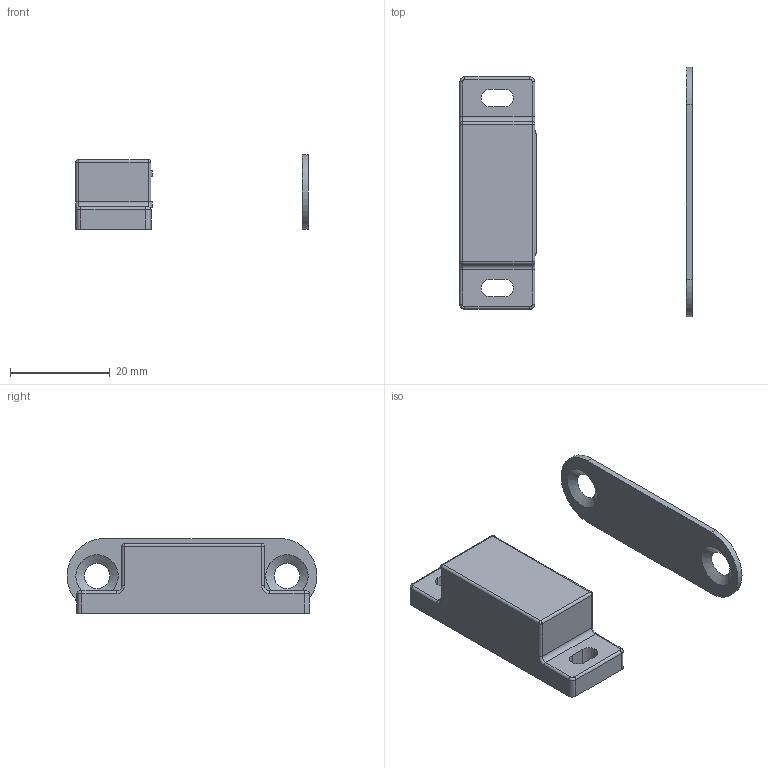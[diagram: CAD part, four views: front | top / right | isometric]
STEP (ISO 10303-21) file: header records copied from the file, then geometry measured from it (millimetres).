
FILE_DESCRIPTION(/* description */ (''),/* implementation_level */ '2;1');
FILE_NAME(/* name */ 'DR_B-MPVC38.stp',/* time_stamp */ '2018-03-02T18:00:32+09:00',/* author */ ('user'),/* organization */ (''),/* preprocessor_version */ 'ST-DEVELOPER v15.6',/* originating_system */ 'Autodesk Inventor 2015',/* authorisation */ '');
FILE_SCHEMA (('AUTOMOTIVE_DESIGN { 1 0 10303 214 3 1 1 }'));
Length unit declared in the file: millimetre
Products named in the file (3): DR_B-MPVC38; DR_B-MPVC38아대
Bounding box: 46.5 x 50 x 15 mm (x, y, z)
Volume: 6877.3 mm3; surface area: 8554.5 mm2
Topology: 6 solids, 6 shells, 114 faces, 270 edges, 171 vertices
Faces by surface type: plane 65, cylinder 35, sphere 4, torus 4, bspline 4, cone 2
Full cylindrical faces by diameter (mm): 4 x5
Entity records: 3317 total; most frequent: CARTESIAN_POINT 579, DIRECTION 572, ORIENTED_EDGE 520, EDGE_CURVE 260, AXIS2_PLACEMENT_3D 197, LINE 178, VECTOR 178, VERTEX_POINT 168
